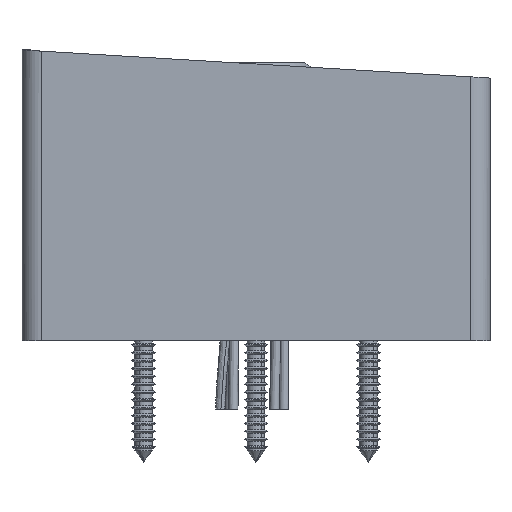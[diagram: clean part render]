
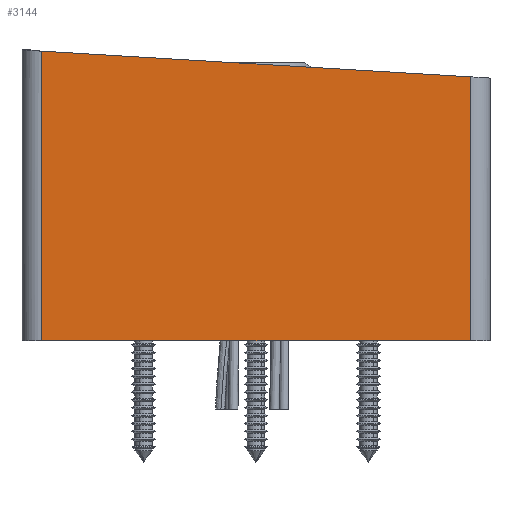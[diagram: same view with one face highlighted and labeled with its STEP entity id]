
A CAD part, left-side view. The second image highlights one B-rep face of the part: STEP entity #3144.
In plain terms, the highlighted planar face has unit normal (-1, 0, 0).
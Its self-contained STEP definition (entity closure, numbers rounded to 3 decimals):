
#533 = CARTESIAN_POINT ( 'NONE',  ( -41.75, 38.15, 0. ) ) ;
#1503 = PLANE ( 'NONE',  #25730 ) ;
#3144 = ADVANCED_FACE ( 'NONE', ( #47011 ), #1503, .F. ) ;
#4093 = LINE ( 'NONE', #4737, #65210 ) ;
#4737 = CARTESIAN_POINT ( 'NONE',  ( -41.75, 38.15, 53. ) ) ;
#9647 = VECTOR ( 'NONE', #30107, 1000. ) ;
#11396 = EDGE_CURVE ( 'NONE', #17837, #51993, #27524, .T. ) ;
#11788 = DIRECTION ( 'NONE',  ( 1., 0., 0. ) ) ;
#14809 = CARTESIAN_POINT ( 'NONE',  ( -41.75, 50.17, 52.311 ) ) ;
#16732 = VERTEX_POINT ( 'NONE', #22801 ) ;
#16765 = CARTESIAN_POINT ( 'NONE',  ( -41.75, 38.15, 53. ) ) ;
#17433 = ORIENTED_EDGE ( 'NONE', *, *, #32583, .T. ) ;
#17837 = VERTEX_POINT ( 'NONE', #28476 ) ;
#18052 = ORIENTED_EDGE ( 'NONE', *, *, #37925, .T. ) ;
#19866 = ORIENTED_EDGE ( 'NONE', *, *, #11396, .F. ) ;
#20105 = LINE ( 'NONE', #533, #9647 ) ;
#20334 = EDGE_LOOP ( 'NONE', ( #19866, #17433, #18052, #26147 ) ) ;
#21776 = CARTESIAN_POINT ( 'NONE',  ( -41.75, -38.15, 53. ) ) ;
#22801 = CARTESIAN_POINT ( 'NONE',  ( -41.75, 38.15, 0. ) ) ;
#25730 = AXIS2_PLACEMENT_3D ( 'NONE', #16765, #11788, #49341 ) ;
#26147 = ORIENTED_EDGE ( 'NONE', *, *, #60179, .F. ) ;
#27524 = LINE ( 'NONE', #14809, #65316 ) ;
#28476 = CARTESIAN_POINT ( 'NONE',  ( -41.75, 38.15, 51.59 ) ) ;
#30096 = VERTEX_POINT ( 'NONE', #62388 ) ;
#30107 = DIRECTION ( 'NONE',  ( 0., -1., 0. ) ) ;
#32583 = EDGE_CURVE ( 'NONE', #17837, #16732, #4093, .T. ) ;
#32770 = LINE ( 'NONE', #21776, #54420 ) ;
#37925 = EDGE_CURVE ( 'NONE', #16732, #30096, #20105, .T. ) ;
#39484 = DIRECTION ( 'NONE',  ( 0., -0.998, -0.06 ) ) ;
#41929 = CARTESIAN_POINT ( 'NONE',  ( -41.75, -38.15, 47.01 ) ) ;
#47011 = FACE_OUTER_BOUND ( 'NONE', #20334, .T. ) ;
#49341 = DIRECTION ( 'NONE',  ( 0., 1., 0. ) ) ;
#51993 = VERTEX_POINT ( 'NONE', #41929 ) ;
#53047 = DIRECTION ( 'NONE',  ( 0., 0., -1. ) ) ;
#54294 = DIRECTION ( 'NONE',  ( 0., 0., -1. ) ) ;
#54420 = VECTOR ( 'NONE', #53047, 1000. ) ;
#60179 = EDGE_CURVE ( 'NONE', #51993, #30096, #32770, .T. ) ;
#62388 = CARTESIAN_POINT ( 'NONE',  ( -41.75, -38.15, 0. ) ) ;
#65210 = VECTOR ( 'NONE', #54294, 1000. ) ;
#65316 = VECTOR ( 'NONE', #39484, 1000. ) ;
